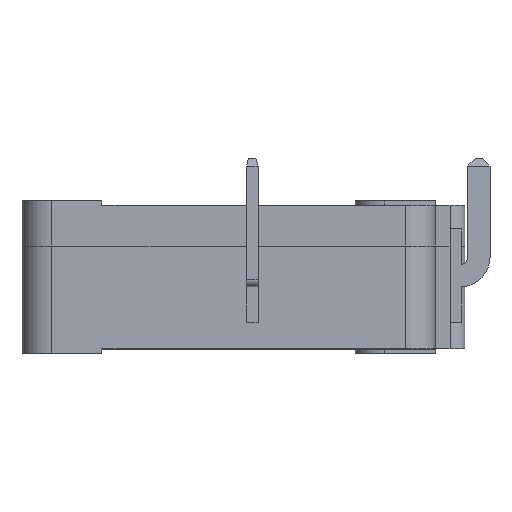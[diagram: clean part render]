
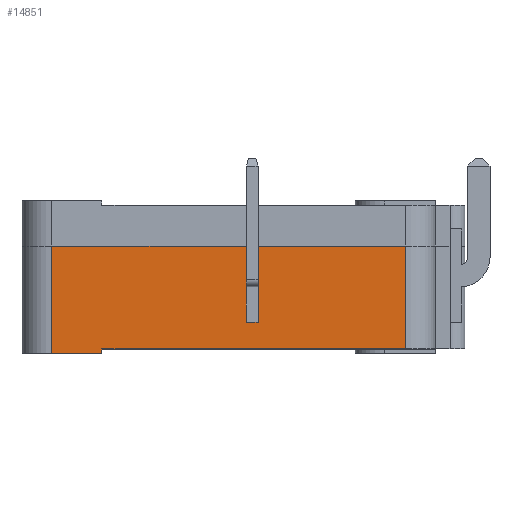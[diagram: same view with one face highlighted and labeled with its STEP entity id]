
A CAD part, front view. The second image highlights one B-rep face of the part: STEP entity #14851.
In plain terms, the highlighted planar face has unit normal (0, -1, 0).
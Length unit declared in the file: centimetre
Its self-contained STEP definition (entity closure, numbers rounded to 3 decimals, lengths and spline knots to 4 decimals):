
#1633=FACE_OUTER_BOUND('',#2472,.T.);
#2472=EDGE_LOOP('',(#13509,#13510,#13511,#13512,#13513,#13514,#13515,#13516,
#13517,#13518));
#2606=LINE('',#18820,#4226);
#2655=LINE('',#18926,#4275);
#2657=LINE('',#18929,#4277);
#3610=LINE('',#24106,#5230);
#3615=LINE('',#24114,#5235);
#4067=LINE('',#26920,#5687);
#4076=LINE('',#26943,#5696);
#4081=LINE('',#26955,#5701);
#4096=LINE('',#26991,#5716);
#4097=LINE('',#26993,#5717);
#4226=VECTOR('',#15795,1.);
#4275=VECTOR('',#15890,1.);
#4277=VECTOR('',#15894,1.);
#5230=VECTOR('',#17451,1.);
#5235=VECTOR('',#17456,1.);
#5687=VECTOR('',#18440,1.);
#5696=VECTOR('',#18461,1.);
#5701=VECTOR('',#18476,1.);
#5716=VECTOR('',#18521,1.);
#5717=VECTOR('',#18524,1.);
#5815=VERTEX_POINT('',#18818);
#5816=VERTEX_POINT('',#18819);
#5831=VERTEX_POINT('',#18851);
#5850=VERTEX_POINT('',#18925);
#6834=VERTEX_POINT('',#24096);
#6836=VERTEX_POINT('',#24105);
#7116=VERTEX_POINT('',#26916);
#7118=VERTEX_POINT('',#26919);
#7126=VERTEX_POINT('',#26941);
#7128=VERTEX_POINT('',#26954);
#7271=EDGE_CURVE('',#5815,#5816,#2606,.T.);
#7324=EDGE_CURVE('',#5850,#5831,#2655,.T.);
#7326=EDGE_CURVE('',#5816,#5850,#2657,.T.);
#8633=EDGE_CURVE('',#6836,#5815,#3610,.T.);
#8638=EDGE_CURVE('',#5831,#6834,#3615,.T.);
#9234=EDGE_CURVE('',#7118,#7116,#4067,.T.);
#9246=EDGE_CURVE('',#7116,#7126,#4076,.T.);
#9252=EDGE_CURVE('',#7118,#7128,#4081,.T.);
#9270=EDGE_CURVE('',#7126,#6836,#4096,.T.);
#9271=EDGE_CURVE('',#7128,#6834,#4097,.T.);
#13509=ORIENTED_EDGE('',*,*,#7324,.T.);
#13510=ORIENTED_EDGE('',*,*,#8638,.T.);
#13511=ORIENTED_EDGE('',*,*,#9271,.F.);
#13512=ORIENTED_EDGE('',*,*,#9252,.F.);
#13513=ORIENTED_EDGE('',*,*,#9234,.T.);
#13514=ORIENTED_EDGE('',*,*,#9246,.T.);
#13515=ORIENTED_EDGE('',*,*,#9270,.T.);
#13516=ORIENTED_EDGE('',*,*,#8633,.T.);
#13517=ORIENTED_EDGE('',*,*,#7271,.T.);
#13518=ORIENTED_EDGE('',*,*,#7326,.T.);
#14070=PLANE('',#15548);
#14851=ADVANCED_FACE('',(#1633),#14070,.T.);
#15548=AXIS2_PLACEMENT_3D('',#26992,#18522,#18523);
#15795=DIRECTION('',(0.,0.,-1.));
#15890=DIRECTION('',(0.,0.,1.));
#15894=DIRECTION('',(-1.,0.,0.));
#17451=DIRECTION('',(-1.,0.,0.));
#17456=DIRECTION('',(-1.,0.,0.));
#18440=DIRECTION('',(0.,0.,1.));
#18461=DIRECTION('',(1.,0.,0.));
#18476=DIRECTION('',(-1.,0.,0.));
#18521=DIRECTION('',(0.,0.,1.));
#18522=DIRECTION('center_axis',(0.,-1.,0.));
#18523=DIRECTION('ref_axis',(0.,0.,-1.));
#18524=DIRECTION('',(0.,0.,1.));
#18818=CARTESIAN_POINT('',(-1.295,-0.7475,0.725));
#18819=CARTESIAN_POINT('',(-1.295,-0.7475,0.325));
#18820=CARTESIAN_POINT('',(-1.295,-0.7475,0.1625));
#18851=CARTESIAN_POINT('',(-1.375,-0.7475,0.725));
#18925=CARTESIAN_POINT('',(-1.375,-0.7475,0.325));
#18926=CARTESIAN_POINT('',(-1.375,-0.7475,0.3625));
#18929=CARTESIAN_POINT('',(-0.8375,-0.7475,0.325));
#24096=CARTESIAN_POINT('',(-2.69,-0.7475,0.725));
#24105=CARTESIAN_POINT('',(-0.3,-0.7475,0.725));
#24106=CARTESIAN_POINT('',(-1.5951,-0.7475,0.725));
#24114=CARTESIAN_POINT('',(-1.5951,-0.7475,0.725));
#26916=CARTESIAN_POINT('',(-2.35,-0.7475,0.03));
#26919=CARTESIAN_POINT('',(-2.35,-0.7475,0.));
#26920=CARTESIAN_POINT('',(-2.35,-0.7475,0.));
#26941=CARTESIAN_POINT('',(-0.3,-0.7475,0.03));
#26943=CARTESIAN_POINT('',(-0.8452,-0.7475,0.03));
#26954=CARTESIAN_POINT('',(-2.69,-0.7475,0.));
#26955=CARTESIAN_POINT('',(-0.3,-0.7475,0.));
#26991=CARTESIAN_POINT('',(-0.3,-0.7475,0.));
#26992=CARTESIAN_POINT('Origin',(-0.3,-0.7475,
0.));
#26993=CARTESIAN_POINT('',(-2.69,-0.7475,0.));
